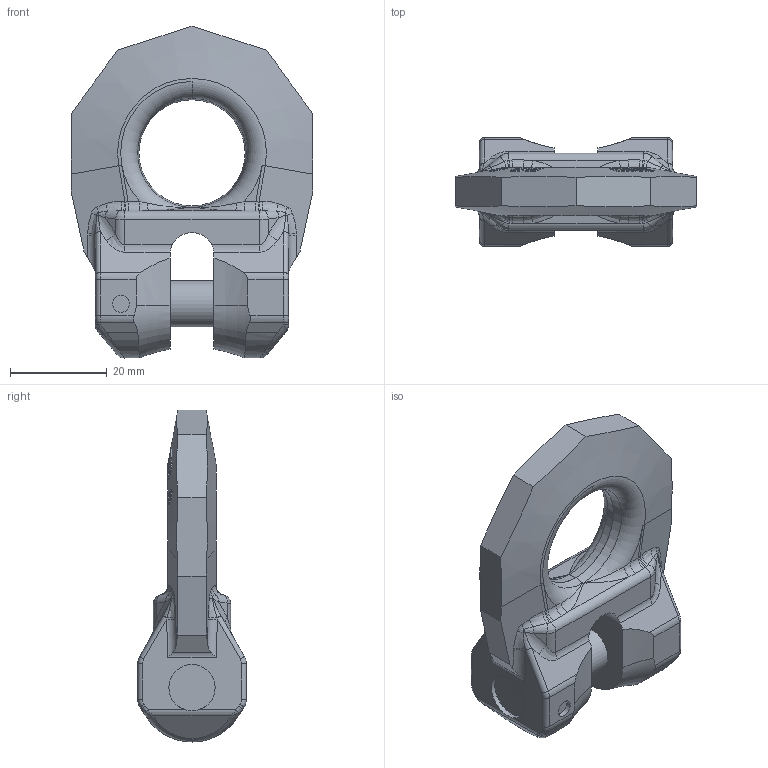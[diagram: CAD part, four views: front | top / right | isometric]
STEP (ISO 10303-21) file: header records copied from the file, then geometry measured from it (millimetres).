
FILE_DESCRIPTION((''),'2;1');
FILE_NAME('001-M31490-P-3','2014-08-21T',('Andreas.Wendler'),(''),'PRO/ENGINEER BY PARAMETRIC TECHNOLOGY CORPORATION, 2010140','PRO/ENGINEER BY PARAMETRIC TECHNOLOGY CORPORATION, 2010140','');
FILE_SCHEMA(('CONFIG_CONTROL_DESIGN'));
Length unit declared in the file: millimetre
Products named in the file (1): 001-M31490-P-3
Bounding box: 50 x 22.5 x 68.79 mm (x, y, z)
Volume: 27736.4 mm3; surface area: 8292 mm2
Topology: 1 solids, 1 shells, 442 faces, 1166 edges, 738 vertices
Faces by surface type: plane 262, cylinder 77, bspline 72, cone 17, torus 14
Entity records: 16978 total; most frequent: CARTESIAN_POINT 7408, ORIENTED_EDGE 2332, DIRECTION 1467, EDGE_CURVE 1166, VERTEX_POINT 738, B_SPLINE_CURVE_WITH_KNOTS 609, AXIS2_PLACEMENT_3D 540, EDGE_LOOP 458
